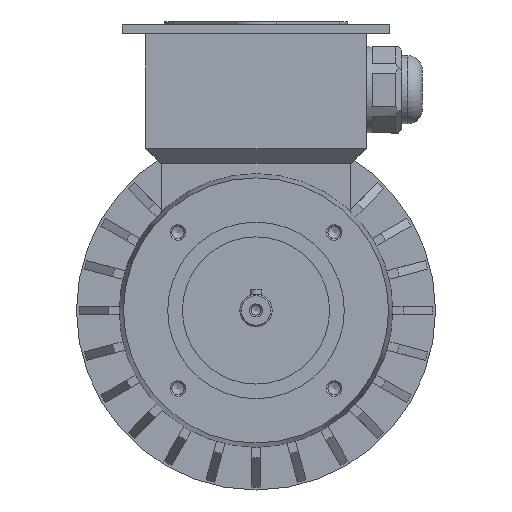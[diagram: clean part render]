
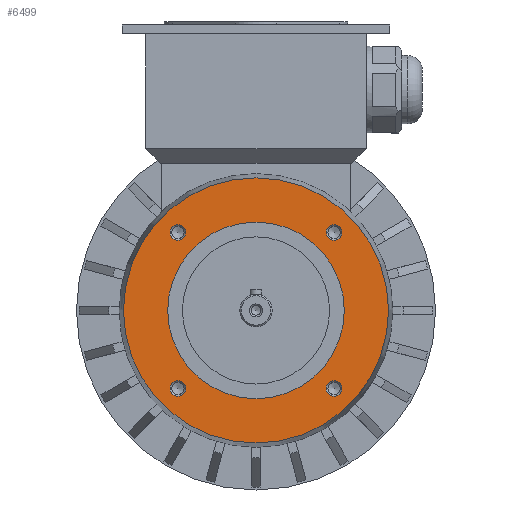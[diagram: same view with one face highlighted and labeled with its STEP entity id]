
A CAD part, front view. The second image highlights one B-rep face of the part: STEP entity #6499.
In plain terms, the highlighted planar face has unit normal (0, -1, 0).
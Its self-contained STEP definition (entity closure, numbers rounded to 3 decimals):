
#202=CIRCLE('',#6656,2.667);
#206=CIRCLE('',#6664,2.667);
#210=CIRCLE('',#6672,2.667);
#314=CIRCLE('',#6916,45.032);
#316=CIRCLE('',#6919,2.667);
#317=CIRCLE('',#6920,30.);
#1019=ORIENTED_EDGE('',*,*,#1768,.T.);
#1020=ORIENTED_EDGE('',*,*,#1772,.T.);
#1021=ORIENTED_EDGE('',*,*,#1776,.T.);
#1022=ORIENTED_EDGE('',*,*,#2225,.T.);
#1023=ORIENTED_EDGE('',*,*,#2226,.F.);
#1024=ORIENTED_EDGE('',*,*,#2223,.F.);
#1768=EDGE_CURVE('',#2444,#2444,#202,.T.);
#1772=EDGE_CURVE('',#2449,#2449,#206,.T.);
#1776=EDGE_CURVE('',#2454,#2454,#210,.T.);
#2223=EDGE_CURVE('',#2775,#2775,#314,.T.);
#2225=EDGE_CURVE('',#2777,#2777,#316,.T.);
#2226=EDGE_CURVE('',#2778,#2778,#317,.F.);
#2444=VERTEX_POINT('',#8570);
#2449=VERTEX_POINT('',#8583);
#2454=VERTEX_POINT('',#8596);
#2775=VERTEX_POINT('',#9600);
#2777=VERTEX_POINT('',#9605);
#2778=VERTEX_POINT('',#9607);
#3837=EDGE_LOOP('',(#1019));
#3838=EDGE_LOOP('',(#1020));
#3839=EDGE_LOOP('',(#1021));
#3840=EDGE_LOOP('',(#1022));
#3841=EDGE_LOOP('',(#1023));
#3842=EDGE_LOOP('',(#1024));
#4153=FACE_BOUND('',#3837,.T.);
#4154=FACE_BOUND('',#3838,.T.);
#4155=FACE_BOUND('',#3839,.T.);
#4156=FACE_BOUND('',#3840,.T.);
#4157=FACE_BOUND('',#3841,.T.);
#4158=FACE_BOUND('',#3842,.T.);
#4418=PLANE('',#6918);
#6499=ADVANCED_FACE('',(#4153,#4154,#4155,#4156,#4157,#4158),#4418,.F.);
#6656=AXIS2_PLACEMENT_3D('',#8569,#7175,#7176);
#6664=AXIS2_PLACEMENT_3D('',#8582,#7191,#7192);
#6672=AXIS2_PLACEMENT_3D('',#8595,#7207,#7208);
#6916=AXIS2_PLACEMENT_3D('',#9599,#7974,#7975);
#6918=AXIS2_PLACEMENT_3D('',#9603,#7978,#7979);
#6919=AXIS2_PLACEMENT_3D('',#9604,#7980,#7981);
#6920=AXIS2_PLACEMENT_3D('',#9606,#7982,#7983);
#7175=DIRECTION('',(0.,1.,0.));
#7176=DIRECTION('',(0.,0.,1.));
#7191=DIRECTION('',(0.,1.,0.));
#7192=DIRECTION('',(-1.,0.,0.));
#7207=DIRECTION('',(0.,1.,0.));
#7208=DIRECTION('',(0.,0.,-1.));
#7974=DIRECTION('',(0.,1.,0.));
#7975=DIRECTION('',(0.,0.,1.));
#7978=DIRECTION('',(0.,1.,0.));
#7979=DIRECTION('',(0.,0.,1.));
#7980=DIRECTION('',(0.,1.,0.));
#7981=DIRECTION('',(1.,0.,0.));
#7982=DIRECTION('',(0.,1.,0.));
#7983=DIRECTION('',(0.,0.,1.));
#8569=CARTESIAN_POINT('',(-26.517,-21.,-26.517));
#8570=CARTESIAN_POINT('',(-26.517,-21.,-23.85));
#8582=CARTESIAN_POINT('',(26.517,-21.,-26.517));
#8583=CARTESIAN_POINT('',(23.85,-21.,-26.517));
#8595=CARTESIAN_POINT('',(26.517,-21.,26.517));
#8596=CARTESIAN_POINT('',(26.517,-21.,23.85));
#9599=CARTESIAN_POINT('',(0.,-21.,0.));
#9600=CARTESIAN_POINT('',(0.,-21.,45.032));
#9603=CARTESIAN_POINT('',(0.,-21.,0.));
#9604=CARTESIAN_POINT('',(-26.517,-21.,26.517));
#9605=CARTESIAN_POINT('',(-23.85,-21.,26.517));
#9606=CARTESIAN_POINT('',(0.,-21.,0.));
#9607=CARTESIAN_POINT('',(0.,-21.,30.));
